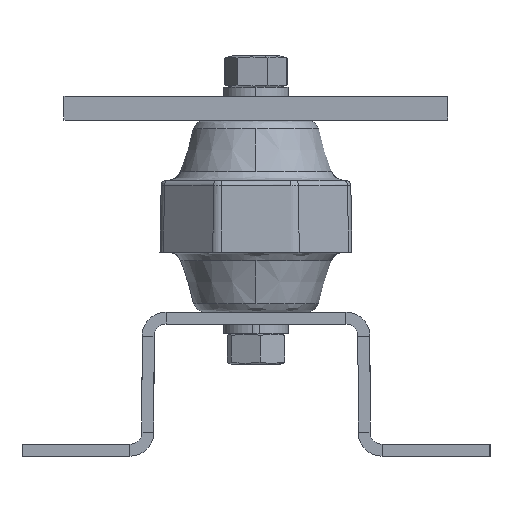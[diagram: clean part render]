
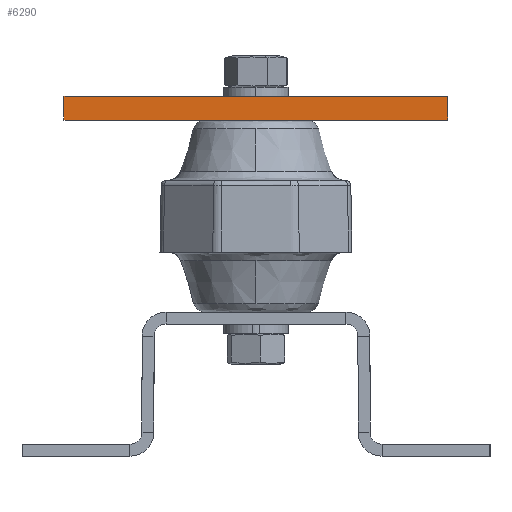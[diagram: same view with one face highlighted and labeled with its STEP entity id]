
A CAD part, left-side view. The second image highlights one B-rep face of the part: STEP entity #6290.
In plain terms, the highlighted planar face has unit normal (-1, 0, 0).
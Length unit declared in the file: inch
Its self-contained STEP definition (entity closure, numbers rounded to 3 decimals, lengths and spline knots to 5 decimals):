
#1 = CARTESIAN_POINT ( 'NONE',  ( -8., -2., -0.25 ) ) ;
#51 = CARTESIAN_POINT ( 'NONE',  ( -8., 2., -0.25 ) ) ;
#165 = LINE ( 'NONE', #651, #1292 ) ;
#308 = EDGE_CURVE ( 'NONE', #7015, #4675, #5442, .T. ) ;
#651 = CARTESIAN_POINT ( 'NONE',  ( -8., 2., -0.25 ) ) ;
#877 = EDGE_CURVE ( 'NONE', #2526, #4675, #6579, .T. ) ;
#950 = CARTESIAN_POINT ( 'NONE',  ( -8., 2., -0.25 ) ) ;
#1150 = ORIENTED_EDGE ( 'NONE', *, *, #877, .F. ) ;
#1292 = VECTOR ( 'NONE', #6337, 39.37008 ) ;
#1524 = VECTOR ( 'NONE', #4434, 39.37008 ) ;
#1660 = FACE_OUTER_BOUND ( 'NONE', #3361, .T. ) ;
#1846 = ORIENTED_EDGE ( 'NONE', *, *, #308, .T. ) ;
#2080 = CARTESIAN_POINT ( 'NONE',  ( -8., 2., -0.25 ) ) ;
#2526 = VERTEX_POINT ( 'NONE', #6672 ) ;
#2669 = DIRECTION ( 'NONE',  ( 0., -1., 0. ) ) ;
#2984 = DIRECTION ( 'NONE',  ( -1., 0., 0. ) ) ;
#3134 = VECTOR ( 'NONE', #6066, 39.37008 ) ;
#3361 = EDGE_LOOP ( 'NONE', ( #1150, #4627, #5594, #1846 ) ) ;
#3669 = VECTOR ( 'NONE', #2669, 39.37008 ) ;
#3811 = VERTEX_POINT ( 'NONE', #950 ) ;
#3901 = PLANE ( 'NONE',  #6339 ) ;
#3910 = CARTESIAN_POINT ( 'NONE',  ( -8., -2., 0. ) ) ;
#4395 = CARTESIAN_POINT ( 'NONE',  ( -8., 2., 0. ) ) ;
#4434 = DIRECTION ( 'NONE',  ( 0., -1., 0. ) ) ;
#4503 = EDGE_CURVE ( 'NONE', #3811, #2526, #165, .T. ) ;
#4627 = ORIENTED_EDGE ( 'NONE', *, *, #4503, .F. ) ;
#4675 = VERTEX_POINT ( 'NONE', #3910 ) ;
#4882 = LINE ( 'NONE', #2080, #3669 ) ;
#5434 = CARTESIAN_POINT ( 'NONE',  ( -8., -2., -0.25 ) ) ;
#5442 = LINE ( 'NONE', #1, #3134 ) ;
#5548 = EDGE_CURVE ( 'NONE', #3811, #7015, #4882, .T. ) ;
#5594 = ORIENTED_EDGE ( 'NONE', *, *, #5548, .T. ) ;
#6066 = DIRECTION ( 'NONE',  ( 0., 0., 1. ) ) ;
#6290 = ADVANCED_FACE ( 'NONE', ( #1660 ), #3901, .T. ) ;
#6337 = DIRECTION ( 'NONE',  ( 0., 0., 1. ) ) ;
#6339 = AXIS2_PLACEMENT_3D ( 'NONE', #51, #2984, #6835 ) ;
#6579 = LINE ( 'NONE', #4395, #1524 ) ;
#6672 = CARTESIAN_POINT ( 'NONE',  ( -8., 2., 0. ) ) ;
#6835 = DIRECTION ( 'NONE',  ( 0., 0., 1. ) ) ;
#7015 = VERTEX_POINT ( 'NONE', #5434 ) ;
